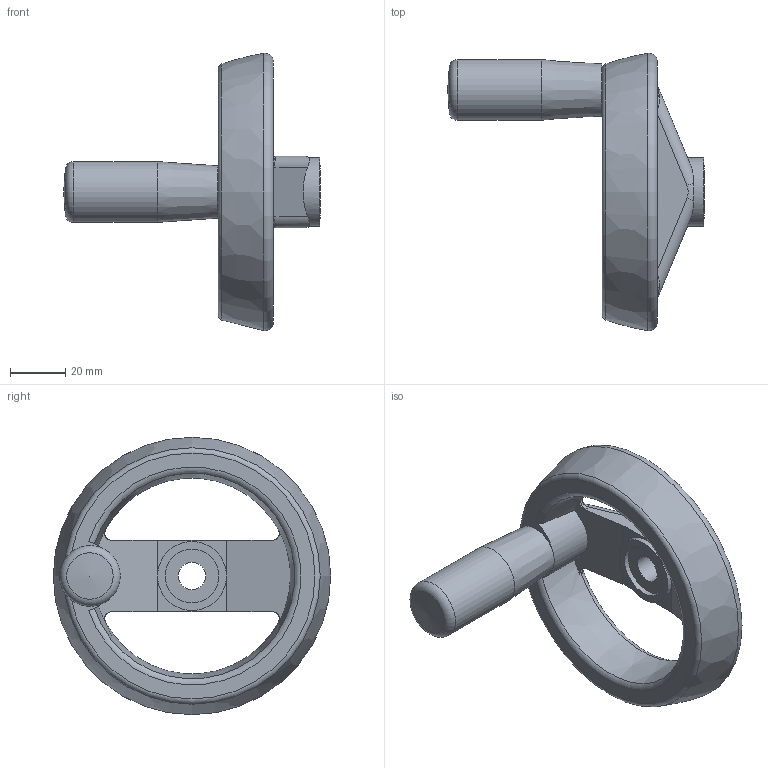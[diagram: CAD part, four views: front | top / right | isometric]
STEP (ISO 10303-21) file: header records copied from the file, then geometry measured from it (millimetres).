
FILE_DESCRIPTION(/* description */ (''),/* implementation_level */ '2;1');
FILE_NAME(/* name */ 'TW100',/* time_stamp */ '2012-11-23T16:26:47+08:00',/* author */ (''),/* organization */ (''),/* preprocessor_version */ 'ST-DEVELOPER v9',/* originating_system */ 'UGS - NX 4.0',/* authorisation */ '');
FILE_SCHEMA (('CONFIG_CONTROL_DESIGN'));
Length unit declared in the file: millimetre
Products named in the file (1): Admi49E1xm10
Bounding box: 93 x 100.55 x 100.55 mm (x, y, z)
Volume: 105551.3 mm3; surface area: 26276.3 mm2
Topology: 1 solids, 1 shells, 57 faces, 149 edges, 95 vertices
Faces by surface type: bspline 17, plane 15, cylinder 14, torus 8, cone 2, sphere 1
Full cylindrical faces by diameter (mm): 8 x1, 10 x1, 19.5 x2, 22 x1, 25 x2
Entity records: 2270 total; most frequent: CARTESIAN_POINT 983, ORIENTED_EDGE 262, DIRECTION 214, EDGE_CURVE 131, AXIS2_PLACEMENT_3D 96, VERTEX_POINT 90, EDGE_LOOP 77, ADVANCED_FACE 57
